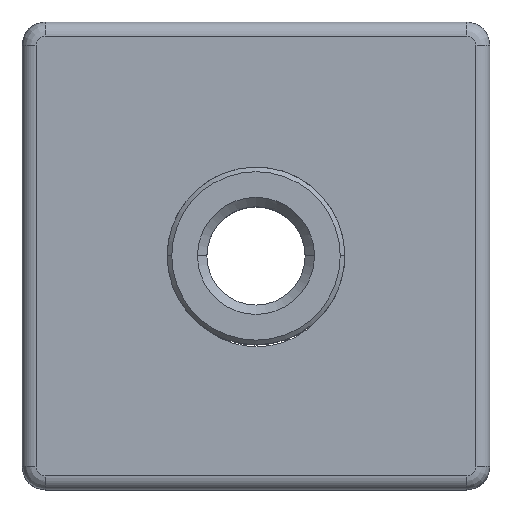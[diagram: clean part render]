
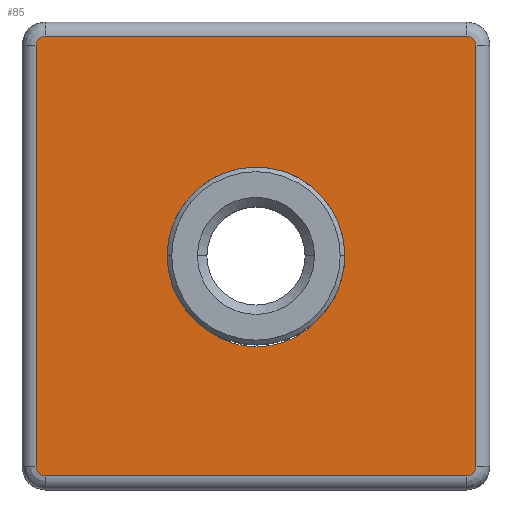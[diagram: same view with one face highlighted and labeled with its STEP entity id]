
A CAD part, top view. The second image highlights one B-rep face of the part: STEP entity #85.
In plain terms, the highlighted planar face has unit normal (0, 0, 1).
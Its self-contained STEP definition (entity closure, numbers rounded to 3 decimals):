
#85=ADVANCED_FACE('',(#184,#185),#186,.F.);
#184=FACE_OUTER_BOUND('',#744,.T.);
#185=FACE_BOUND('',#745,.T.);
#186=PLANE('',#746);
#744=EDGE_LOOP('',(#2116,#2117,#2118,#2119,#2120,#2121,#2122,#2123));
#745=EDGE_LOOP('',(#2124,#2125,#2126));
#746=AXIS2_PLACEMENT_3D('',#2127,#2128,#2129);
#2116=ORIENTED_EDGE('',*,*,#2434,.T.);
#2117=ORIENTED_EDGE('',*,*,#2435,.F.);
#2118=ORIENTED_EDGE('',*,*,#2436,.T.);
#2119=ORIENTED_EDGE('',*,*,#2437,.F.);
#2120=ORIENTED_EDGE('',*,*,#2438,.T.);
#2121=ORIENTED_EDGE('',*,*,#2439,.F.);
#2122=ORIENTED_EDGE('',*,*,#2440,.T.);
#2123=ORIENTED_EDGE('',*,*,#2441,.F.);
#2124=ORIENTED_EDGE('',*,*,#2342,.T.);
#2125=ORIENTED_EDGE('',*,*,#2442,.T.);
#2126=ORIENTED_EDGE('',*,*,#2349,.T.);
#2127=CARTESIAN_POINT('',(1277.046,1024.462,-45.0));
#2128=DIRECTION('',(0.0,0.0,-1.0));
#2129=DIRECTION('',(0.0,-1.0,0.0));
#2342=EDGE_CURVE('',#2508,#2506,#2509,.T.);
#2349=EDGE_CURVE('',#2517,#2508,#2520,.T.);
#2434=EDGE_CURVE('',#2663,#2664,#2665,.T.);
#2435=EDGE_CURVE('',#2666,#2664,#2667,.T.);
#2436=EDGE_CURVE('',#2666,#2668,#2669,.T.);
#2437=EDGE_CURVE('',#2670,#2668,#2671,.T.);
#2438=EDGE_CURVE('',#2670,#2672,#2673,.T.);
#2439=EDGE_CURVE('',#2674,#2672,#2675,.T.);
#2440=EDGE_CURVE('',#2674,#2676,#2677,.T.);
#2441=EDGE_CURVE('',#2663,#2676,#2678,.T.);
#2442=EDGE_CURVE('',#2506,#2517,#2679,.T.);
#2506=VERTEX_POINT('',#2772);
#2508=VERTEX_POINT('',#2775);
#2509=CIRCLE('',#2776,8.75);
#2517=VERTEX_POINT('',#2786);
#2520=CIRCLE('',#2790,9.5);
#2663=VERTEX_POINT('',#3013);
#2664=VERTEX_POINT('',#3014);
#2665=CIRCLE('',#3015,1.0);
#2666=VERTEX_POINT('',#3016);
#2667=LINE('',#3017,#3018);
#2668=VERTEX_POINT('',#3019);
#2669=CIRCLE('',#3020,1.0);
#2670=VERTEX_POINT('',#3021);
#2671=LINE('',#3022,#3023);
#2672=VERTEX_POINT('',#3024);
#2673=CIRCLE('',#3025,1.0);
#2674=VERTEX_POINT('',#3026);
#2675=LINE('',#3027,#3028);
#2676=VERTEX_POINT('',#3029);
#2677=CIRCLE('',#3030,1.0);
#2678=LINE('',#3031,#3032);
#2679=CIRCLE('',#3033,9.5);
#2772=CARTESIAN_POINT('',(1302.087,986.358,-45.0));
#2775=CARTESIAN_POINT('',(1313.439,987.435,-45.0));
#2776=AXIS2_PLACEMENT_3D('',#3149,#3150,#3151);
#2786=CARTESIAN_POINT('',(1300.652,1001.488,-45.0));
#2790=AXIS2_PLACEMENT_3D('',#3164,#3165,#3166);
#3013=CARTESIAN_POINT('',(1330.546,1016.961,-45.0));
#3014=CARTESIAN_POINT('',(1329.546,1017.961,-45.0));
#3015=AXIS2_PLACEMENT_3D('',#3259,#3260,#3261);
#3016=CARTESIAN_POINT('',(1284.546,1017.961,-45.0));
#3017=CARTESIAN_POINT('',(1284.546,1017.961,-45.0));
#3018=VECTOR('',#3262,45.0);
#3019=CARTESIAN_POINT('',(1283.546,1016.961,-45.0));
#3020=AXIS2_PLACEMENT_3D('',#3263,#3264,#3265);
#3021=CARTESIAN_POINT('',(1283.546,971.961,-45.0));
#3022=CARTESIAN_POINT('',(1283.546,971.961,-45.0));
#3023=VECTOR('',#3266,45.0);
#3024=CARTESIAN_POINT('',(1284.546,970.961,-45.0));
#3025=AXIS2_PLACEMENT_3D('',#3267,#3268,#3269);
#3026=CARTESIAN_POINT('',(1329.546,970.961,-45.0));
#3027=CARTESIAN_POINT('',(1329.546,970.961,-45.0));
#3028=VECTOR('',#3270,45.0);
#3029=CARTESIAN_POINT('',(1330.546,971.961,-45.0));
#3030=AXIS2_PLACEMENT_3D('',#3271,#3272,#3273);
#3031=CARTESIAN_POINT('',(1330.546,1016.961,-45.0));
#3032=VECTOR('',#3274,45.0);
#3033=AXIS2_PLACEMENT_3D('',#3275,#3276,#3277);
#3149=CARTESIAN_POINT('',(1307.137,993.504,-45.0));
#3150=DIRECTION('',(0.0,0.0,-1.0));
#3151=DIRECTION('',(1.0,0.0,0.0));
#3164=CARTESIAN_POINT('',(1307.046,994.461,-45.0));
#3165=DIRECTION('',(0.0,0.0,-1.0));
#3166=DIRECTION('',(1.0,0.0,0.0));
#3259=CARTESIAN_POINT('',(1329.546,1016.961,-45.0));
#3260=DIRECTION('',(0.0,0.0,1.0));
#3261=DIRECTION('',(1.0,0.0,0.0));
#3262=DIRECTION('',(1.0,0.0,0.0));
#3263=CARTESIAN_POINT('',(1284.546,1016.961,-45.0));
#3264=DIRECTION('',(0.0,-0.0,1.0));
#3265=DIRECTION('',(0.0,1.0,0.0));
#3266=DIRECTION('',(0.0,1.0,0.0));
#3267=CARTESIAN_POINT('',(1284.546,971.961,-45.0));
#3268=DIRECTION('',(0.0,0.0,1.0));
#3269=DIRECTION('',(-1.0,0.0,0.0));
#3270=DIRECTION('',(-1.0,0.0,0.0));
#3271=CARTESIAN_POINT('',(1329.546,971.961,-45.0));
#3272=DIRECTION('',(0.0,0.0,1.0));
#3273=DIRECTION('',(0.0,-1.0,0.0));
#3274=DIRECTION('',(0.0,-1.0,0.0));
#3275=CARTESIAN_POINT('',(1307.046,994.461,-45.0));
#3276=DIRECTION('',(0.0,0.0,-1.0));
#3277=DIRECTION('',(1.0,0.0,0.0));
